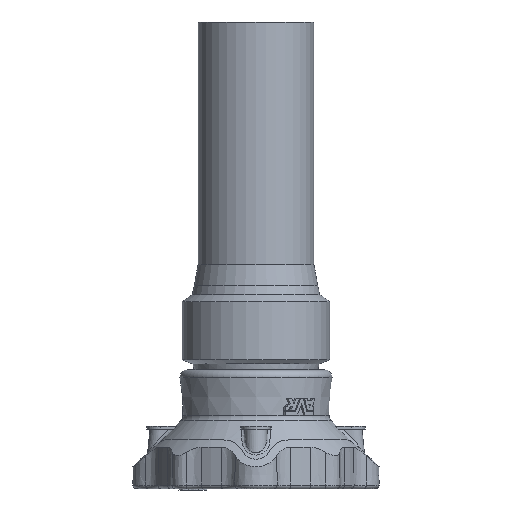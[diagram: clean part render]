
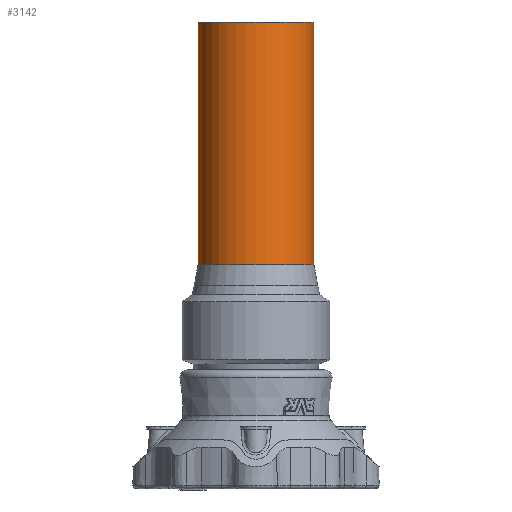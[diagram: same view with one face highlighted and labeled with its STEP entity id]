
A CAD part, front view. The second image highlights one B-rep face of the part: STEP entity #3142.
In plain terms, the highlighted cylindrical face has radius 80 mm (diameter 160 mm), a full revolution.
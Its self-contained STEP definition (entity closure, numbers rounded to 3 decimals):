
#2089 = DIRECTION ( 'NONE',  ( 0., 0., -1. ) ) ;
#2090 = DIRECTION ( 'NONE',  ( -1., 0., 0. ) ) ;
#2093 = CARTESIAN_POINT ( 'NONE',  ( 5.91, -8.013, 31.95 ) ) ;
#3142 = ADVANCED_FACE ( 'NONE', ( #3922, #3928 ), #3930, .T. ) ;
#3377 = AXIS2_PLACEMENT_3D ( 'NONE', #2093, #2089, #2090 ) ;
#3587 = AXIS2_PLACEMENT_3D ( 'NONE', #11949, #11950, #11951 ) ;
#3588 = AXIS2_PLACEMENT_3D ( 'NONE', #11953, #11954, #11955 ) ;
#3922 = FACE_OUTER_BOUND ( 'NONE', #13284, .T. ) ;
#3928 = FACE_OUTER_BOUND ( 'NONE', #13565, .T. ) ;
#3930 = CYLINDRICAL_SURFACE ( 'NONE', #3377, 80. ) ;
#10586 = CIRCLE ( 'NONE', #3587, 80. ) ;
#10587 = CIRCLE ( 'NONE', #3588, 80. ) ;
#10759 = VERTEX_POINT ( 'NONE', #13501 ) ;
#10760 = VERTEX_POINT ( 'NONE', #13502 ) ;
#11949 = CARTESIAN_POINT ( 'NONE',  ( 5.91, -8.013, 488.763 ) ) ;
#11950 = DIRECTION ( 'NONE',  ( 0., 0., -1. ) ) ;
#11951 = DIRECTION ( 'NONE',  ( -1., 0., 0. ) ) ;
#11953 = CARTESIAN_POINT ( 'NONE',  ( 5.91, -8.013, 153.956 ) ) ;
#11954 = DIRECTION ( 'NONE',  ( 0., 0., -1. ) ) ;
#11955 = DIRECTION ( 'NONE',  ( -1., 0., 0. ) ) ;
#13284 = EDGE_LOOP ( 'NONE', ( #20801 ) ) ;
#13501 = CARTESIAN_POINT ( 'NONE',  ( -74.09, -8.013, 488.763 ) ) ;
#13502 = CARTESIAN_POINT ( 'NONE',  ( -74.09, -8.013, 153.956 ) ) ;
#13565 = EDGE_LOOP ( 'NONE', ( #20802 ) ) ;
#15906 = EDGE_CURVE ( 'NONE', #10759, #10759, #10586, .T. ) ;
#15907 = EDGE_CURVE ( 'NONE', #10760, #10760, #10587, .T. ) ;
#20801 = ORIENTED_EDGE ( 'NONE', *, *, #15907, .F. ) ;
#20802 = ORIENTED_EDGE ( 'NONE', *, *, #15906, .T. ) ;
